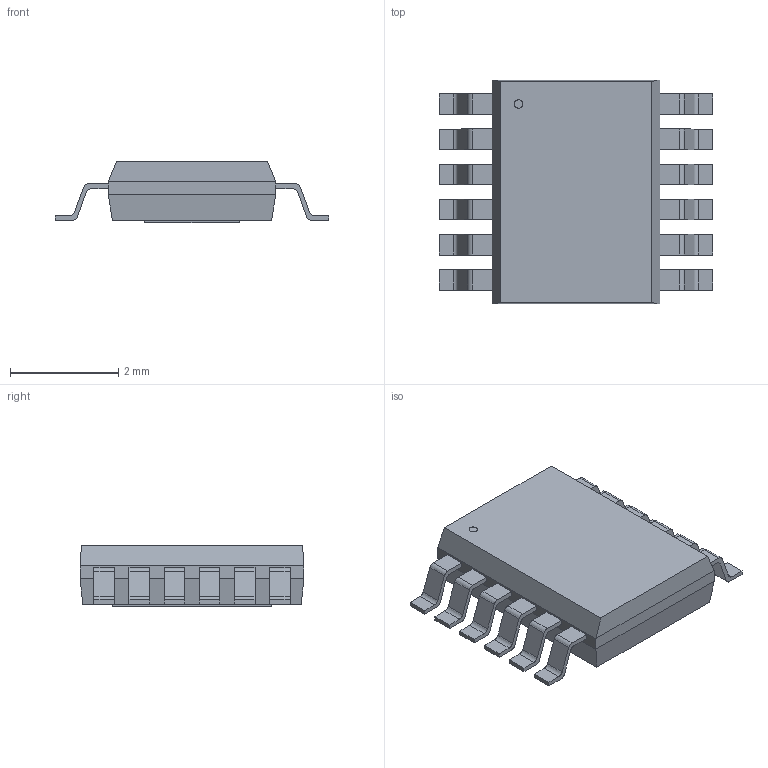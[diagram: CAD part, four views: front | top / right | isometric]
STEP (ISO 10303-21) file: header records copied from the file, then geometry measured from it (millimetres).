
FILE_DESCRIPTION(('STEP AP214'),'1');
FILE_NAME('MSOP-12_MSE-L','2017-11-16T11:49:27',(''),(''),'','','');
FILE_SCHEMA(('AUTOMOTIVE_DESIGN'));
Length unit declared in the file: millimetre
Products named in the file (1): product
Bounding box: 5.05 x 4.14 x 1.15 mm (x, y, z)
Volume: 0.5 mm3; surface area: 66 mm2
Topology: 13 solids, 33 shells, 191 faces, 515 edges, 370 vertices
Faces by surface type: plane 142, cylinder 49
Full cylindrical faces by diameter (mm): 0.155 x1
Entity records: 6268 total; most frequent: CARTESIAN_POINT 1089, DIRECTION 1022, ORIENTED_EDGE 948, EDGE_CURVE 514, VERTEX_POINT 450, LINE 416, VECTOR 416, AXIS2_PLACEMENT_3D 303
